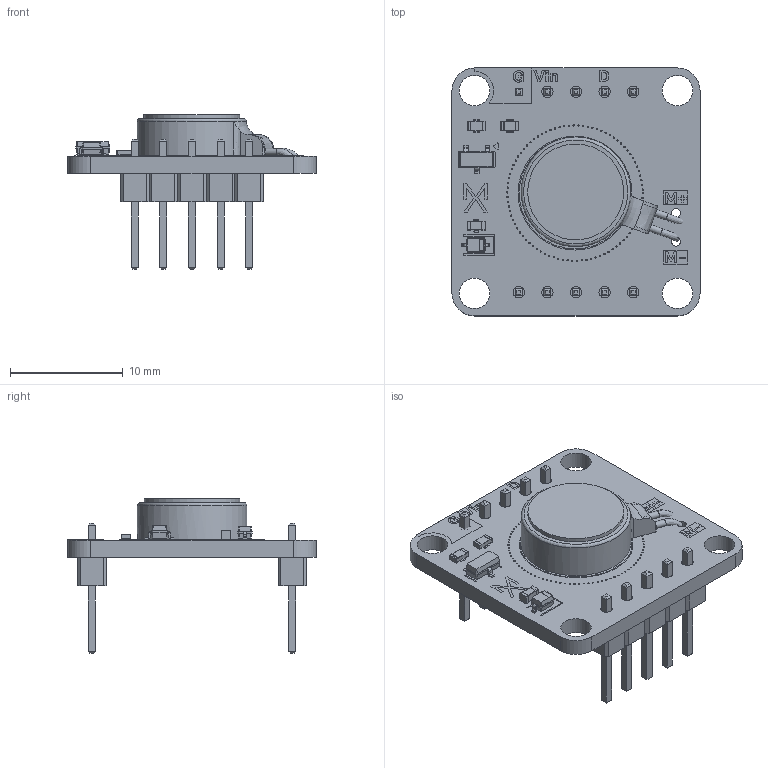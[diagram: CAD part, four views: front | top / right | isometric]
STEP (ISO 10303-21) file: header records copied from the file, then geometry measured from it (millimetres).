
FILE_DESCRIPTION(('KiCad electronic assembly'),'2;1');
FILE_NAME('AX22-0013.step','2025-12-08T13:14:12',('Pcbnew'),('Kicad'), 'Open CASCADE STEP processor 7.8','KiCad to STEP converter','Unknown' );
FILE_SCHEMA(('AUTOMOTIVE_DESIGN { 1 0 10303 214 1 1 1 1 }'));
Length unit declared in the file: millimetre
Products named in the file (9): AX22-0013 1; PinHeader_1x05_P2.54mm_Vertical; D_SOD-323; SOT-23; R_0603_1608Metric; Vibration Motor v1; C_0603_1608Metric; AX22_Vibration-Motor_silkscreen; AX22_Vibration-Motor_PCB
Assembly tree (10 placements, depth 2):
  AX22-0013 1
    PinHeader_1x05_P2.54mm_Vertical  x2
    D_SOD-323
    SOT-23
    R_0603_1608Metric  x2
    Vibration Motor v1
    C_0603_1608Metric
    AX22_Vibration-Motor_silkscreen
    AX22_Vibration-Motor_PCB
Bounding box: 22 x 22 x 13.74 mm (x, y, z)
Volume: 1156.6 mm3; surface area: 2146.7 mm2
Topology: 12 solids, 156 shells, 681 faces, 2891 edges, 2401 vertices
Faces by surface type: plane 520, bspline 91, cylinder 70
Full cylindrical faces by diameter (mm): 0.8 x4, 1 x10, 2.7 x4
Entity records: 29508 total; most frequent: CARTESIAN_POINT 6253, DIRECTION 3762, ORIENTED_EDGE 3456, EDGE_CURVE 2527, VERTEX_POINT 2173, LINE 1908, VECTOR 1908, AXIS2_PLACEMENT_3D 927
